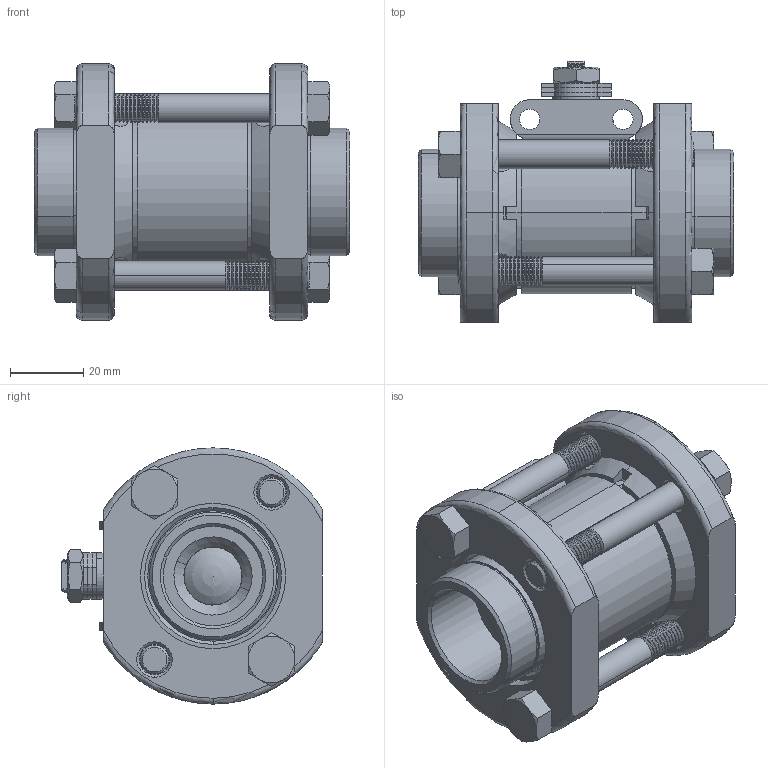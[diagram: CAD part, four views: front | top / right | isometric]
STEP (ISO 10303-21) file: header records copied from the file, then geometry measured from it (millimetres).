
FILE_DESCRIPTION (( 'STEP AP203' ), '1' );
FILE_NAME ('26XXSWSZ.step', '2018-03-26T16:48:36', ( '' ), ( '' ), 'SwSTEP 2.0', 'SolidWorks 2017', '' );
FILE_SCHEMA (( 'CONFIG_CONTROL_DESIGN' ));
Products named in the file (1): 26XXSWSZ
Bounding box: 86 x 71.16 x 69.85 mm (x, y, z)
Volume: 139228.3 mm3; surface area: 70724.8 mm2
Topology: 26 solids, 26 shells, 1189 faces, 3033 edges, 1907 vertices
Faces by surface type: cone 486, cylinder 393, plane 182, bspline 80, torus 46, sphere 2
Entity records: 79873 total; most frequent: CARTESIAN_POINT 51063, DIRECTION 6267, ORIENTED_EDGE 6054, EDGE_CURVE 3027, AXIS2_PLACEMENT_3D 2576, VERTEX_POINT 1903, CIRCLE 1466, EDGE_LOOP 1270
